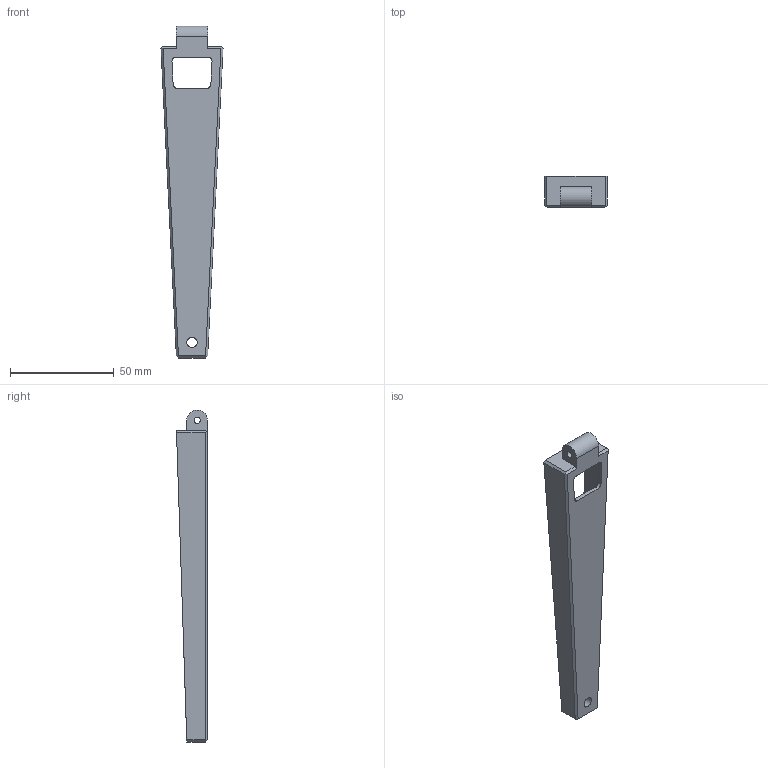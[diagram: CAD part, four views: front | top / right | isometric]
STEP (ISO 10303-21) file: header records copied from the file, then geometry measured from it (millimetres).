
FILE_DESCRIPTION(/* description */ (''),/* implementation_level */ '2;1');
FILE_NAME(/* name */ 'Noga_lite.stp',/* time_stamp */ '2021-10-28T09:40:26+02:00',/* author */ ('Teo'),/* organization */ (''),/* preprocessor_version */ 'ST-DEVELOPER v18.1',/* originating_system */ 'Autodesk Inventor 2022',/* authorisation */ '');
FILE_SCHEMA (('AUTOMOTIVE_DESIGN { 1 0 10303 214 3 1 1 }'));
Length unit declared in the file: millimetre
Products named in the file (1): Noga_lite
Bounding box: 29.9 x 15 x 160 mm (x, y, z)
Volume: 15857.1 mm3; surface area: 14159.8 mm2
Topology: 1 solids, 1 shells, 52 faces, 134 edges, 84 vertices
Faces by surface type: plane 30, cylinder 17, bspline 4, torus 1
Full cylindrical faces by diameter (mm): 3 x1, 5 x1
Entity records: 1714 total; most frequent: CARTESIAN_POINT 389, ORIENTED_EDGE 268, DIRECTION 263, EDGE_CURVE 134, LINE 95, VECTOR 95, VERTEX_POINT 84, AXIS2_PLACEMENT_3D 84
